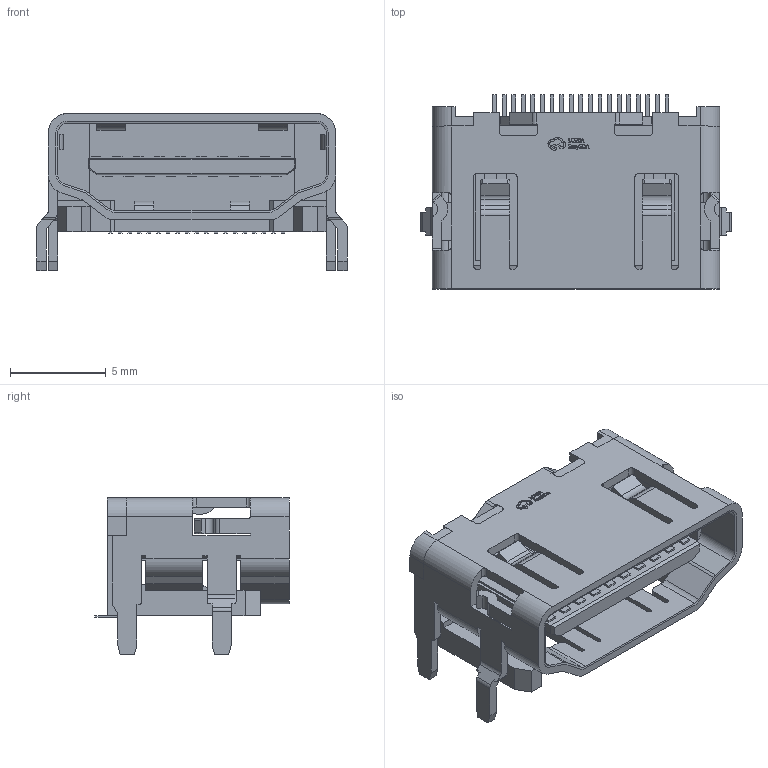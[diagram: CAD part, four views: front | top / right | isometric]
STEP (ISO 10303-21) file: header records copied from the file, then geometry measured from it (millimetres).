
FILE_DESCRIPTION(('FreeCAD Model'),'2;1');
FILE_NAME('Open CASCADE Shape Model','2024-05-30T12:19:30',('Author'),( ''),'Open CASCADE STEP processor 7.6','FreeCAD','Unknown');
FILE_SCHEMA(('AUTOMOTIVE_DESIGN { 1 0 10303 214 1 1 1 1 }'));
Length unit declared in the file: millimetre
Products named in the file (5): BWFs-CN1; HDMI-SMD_10029449-001RLF; COMPOUND002; COMPOUND; COMPOUND001
Assembly tree (4 placements, depth 4):
  BWFs-CN1
    HDMI-SMD_10029449-001RLF
      COMPOUND002
        COMPOUND
        COMPOUND001
Bounding box: 16.2 x 10.13 x 8.21 mm (x, y, z)
Volume: 312.5 mm3; surface area: 1211.5 mm2
Topology: 2 solids, 2 shells, 912 faces, 2557 edges, 1666 vertices
Faces by surface type: plane 668, cylinder 124, bspline 112, cone 8
Entity records: 36693 total; most frequent: CARTESIAN_POINT 7376, ORIENTED_EDGE 5114, DIRECTION 4163, EDGE_CURVE 2557, LINE 2065, VECTOR 2065, VERTEX_POINT 1666, AXIS2_PLACEMENT_3D 1049
